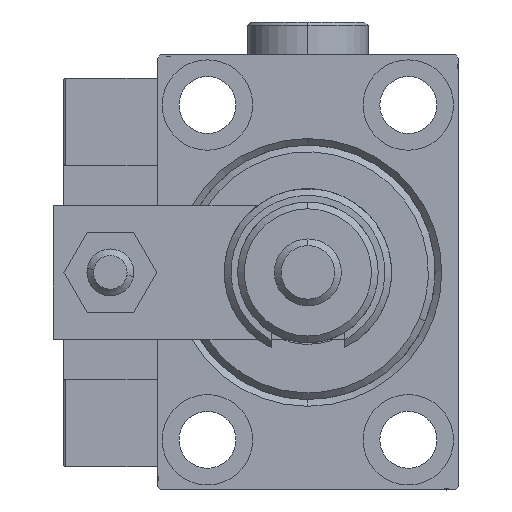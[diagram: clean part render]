
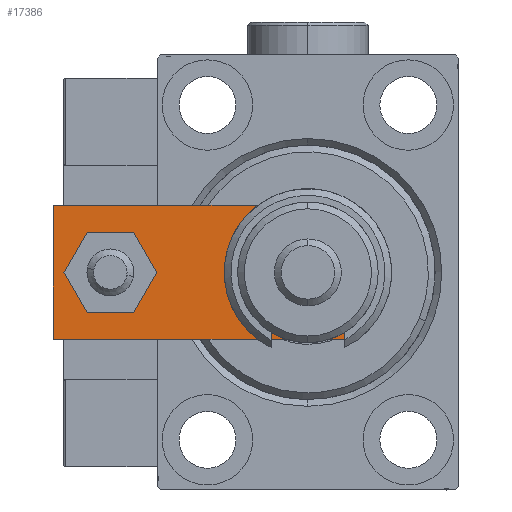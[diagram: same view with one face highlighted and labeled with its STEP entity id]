
A CAD part, left-side view. The second image highlights one B-rep face of the part: STEP entity #17386.
In plain terms, the highlighted face is planar.
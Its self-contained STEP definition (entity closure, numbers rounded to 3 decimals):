
#59 = CARTESIAN_POINT ( 'NONE',  ( 0., 0., 6. ) ) ;
#980 = CARTESIAN_POINT ( 'NONE',  ( -10., 48., 6. ) ) ;
#1350 = DIRECTION ( 'NONE',  ( 1., 0., 0. ) ) ;
#1474 = EDGE_CURVE ( 'NONE', #26020, #34128, #42434, .T. ) ;
#1539 = VECTOR ( 'NONE', #2397, 1000. ) ;
#2397 = DIRECTION ( 'NONE',  ( 0., 1., 0. ) ) ;
#2904 = EDGE_CURVE ( 'NONE', #35136, #45961, #34641, .T. ) ;
#4251 = LINE ( 'NONE', #50414, #29994 ) ;
#4583 = DIRECTION ( 'NONE',  ( 1., 0., 0. ) ) ;
#5964 = CARTESIAN_POINT ( 'NONE',  ( 4., 39.5, 6. ) ) ;
#6267 = DIRECTION ( 'NONE',  ( 0., 0., 1. ) ) ;
#7119 = CARTESIAN_POINT ( 'NONE',  ( -10., 4.24, 6. ) ) ;
#7701 = DIRECTION ( 'NONE',  ( 1., 0., 0. ) ) ;
#8033 = DIRECTION ( 'NONE',  ( 0., 0., 1. ) ) ;
#8970 = DIRECTION ( 'NONE',  ( 0., 0., 1. ) ) ;
#8998 = CARTESIAN_POINT ( 'NONE',  ( 2.88, -2.88, 6. ) ) ;
#9227 = EDGE_LOOP ( 'NONE', ( #13614, #10948 ) ) ;
#10024 = VERTEX_POINT ( 'NONE', #7119 ) ;
#10789 = ORIENTED_EDGE ( 'NONE', *, *, #17109, .T. ) ;
#10948 = ORIENTED_EDGE ( 'NONE', *, *, #2904, .F. ) ;
#12181 = FACE_BOUND ( 'NONE', #9227, .T. ) ;
#12320 = LINE ( 'NONE', #8998, #22331 ) ;
#12601 = AXIS2_PLACEMENT_3D ( 'NONE', #59, #8033, #24799 ) ;
#12837 = CARTESIAN_POINT ( 'NONE',  ( 5.76, 0., 6. ) ) ;
#13230 = VERTEX_POINT ( 'NONE', #12837 ) ;
#13493 = AXIS2_PLACEMENT_3D ( 'NONE', #50917, #43215, #39117 ) ;
#13608 = EDGE_CURVE ( 'NONE', #26495, #10024, #4251, .T. ) ;
#13614 = ORIENTED_EDGE ( 'NONE', *, *, #20600, .F. ) ;
#13730 = ORIENTED_EDGE ( 'NONE', *, *, #22442, .T. ) ;
#14504 = EDGE_LOOP ( 'NONE', ( #53520, #10789, #13730, #43216, #46152, #44554 ) ) ;
#14510 = CARTESIAN_POINT ( 'NONE',  ( 10., 0., 6. ) ) ;
#16329 = DIRECTION ( 'NONE',  ( 1., 0., 0. ) ) ;
#16633 = LINE ( 'NONE', #37523, #28337 ) ;
#17048 = LINE ( 'NONE', #50840, #32488 ) ;
#17107 = FACE_OUTER_BOUND ( 'NONE', #14504, .T. ) ;
#17109 = EDGE_CURVE ( 'NONE', #10024, #50548, #16633, .T. ) ;
#17386 = ADVANCED_FACE ( 'NONE', ( #12181, #17107, #45693 ), #37728, .T. ) ;
#18051 = ORIENTED_EDGE ( 'NONE', *, *, #50860, .F. ) ;
#19341 = CARTESIAN_POINT ( 'NONE',  ( 10., 4.24, 6. ) ) ;
#20064 = CARTESIAN_POINT ( 'NONE',  ( -10., 0., 6. ) ) ;
#20204 = EDGE_CURVE ( 'NONE', #13230, #26643, #12320, .T. ) ;
#20216 = CARTESIAN_POINT ( 'NONE',  ( -4., 39.5, 6. ) ) ;
#20600 = EDGE_CURVE ( 'NONE', #45961, #35136, #26765, .T. ) ;
#20627 = VECTOR ( 'NONE', #7701, 1000. ) ;
#20983 = CARTESIAN_POINT ( 'NONE',  ( 0., 39.5, 6. ) ) ;
#22331 = VECTOR ( 'NONE', #41981, 1000. ) ;
#22442 = EDGE_CURVE ( 'NONE', #50548, #13230, #33259, .T. ) ;
#22670 = ORIENTED_EDGE ( 'NONE', *, *, #1474, .F. ) ;
#24304 = CARTESIAN_POINT ( 'NONE',  ( -5.76, 0., 6. ) ) ;
#24540 = VERTEX_POINT ( 'NONE', #47891 ) ;
#24799 = DIRECTION ( 'NONE',  ( 1., 0., 0. ) ) ;
#26020 = VERTEX_POINT ( 'NONE', #43686 ) ;
#26495 = VERTEX_POINT ( 'NONE', #980 ) ;
#26643 = VERTEX_POINT ( 'NONE', #19341 ) ;
#26765 = CIRCLE ( 'NONE', #47795, 4. ) ;
#28337 = VECTOR ( 'NONE', #29552, 1000. ) ;
#29552 = DIRECTION ( 'NONE',  ( 0.707, -0.707, 0. ) ) ;
#29994 = VECTOR ( 'NONE', #33646, 1000. ) ;
#30322 = EDGE_CURVE ( 'NONE', #26643, #24540, #52694, .T. ) ;
#32488 = VECTOR ( 'NONE', #46454, 1000. ) ;
#33259 = LINE ( 'NONE', #20064, #20627 ) ;
#33646 = DIRECTION ( 'NONE',  ( 0., -1., 0. ) ) ;
#34128 = VERTEX_POINT ( 'NONE', #45935 ) ;
#34641 = CIRCLE ( 'NONE', #50398, 4. ) ;
#35136 = VERTEX_POINT ( 'NONE', #5964 ) ;
#37523 = CARTESIAN_POINT ( 'NONE',  ( -2.88, -2.88, 6. ) ) ;
#37728 = PLANE ( 'NONE',  #12601 ) ;
#37861 = EDGE_LOOP ( 'NONE', ( #22670, #18051 ) ) ;
#37985 = CIRCLE ( 'NONE', #44075, 7.25 ) ;
#39117 = DIRECTION ( 'NONE',  ( 1., 0., 0. ) ) ;
#41981 = DIRECTION ( 'NONE',  ( 0.707, 0.707, 0. ) ) ;
#42434 = CIRCLE ( 'NONE', #13493, 7.25 ) ;
#43215 = DIRECTION ( 'NONE',  ( 0., 0., 1. ) ) ;
#43216 = ORIENTED_EDGE ( 'NONE', *, *, #20204, .T. ) ;
#43686 = CARTESIAN_POINT ( 'NONE',  ( -7.25, 10., 6. ) ) ;
#44075 = AXIS2_PLACEMENT_3D ( 'NONE', #44176, #6267, #1350 ) ;
#44176 = CARTESIAN_POINT ( 'NONE',  ( 0., 10., 6. ) ) ;
#44554 = ORIENTED_EDGE ( 'NONE', *, *, #45567, .T. ) ;
#45540 = CARTESIAN_POINT ( 'NONE',  ( 0., 39.5, 6. ) ) ;
#45567 = EDGE_CURVE ( 'NONE', #24540, #26495, #17048, .T. ) ;
#45693 = FACE_BOUND ( 'NONE', #37861, .T. ) ;
#45935 = CARTESIAN_POINT ( 'NONE',  ( 7.25, 10., 6. ) ) ;
#45961 = VERTEX_POINT ( 'NONE', #20216 ) ;
#46152 = ORIENTED_EDGE ( 'NONE', *, *, #30322, .T. ) ;
#46454 = DIRECTION ( 'NONE',  ( -1., 0., 0. ) ) ;
#47795 = AXIS2_PLACEMENT_3D ( 'NONE', #45540, #8970, #4583 ) ;
#47891 = CARTESIAN_POINT ( 'NONE',  ( 10., 48., 6. ) ) ;
#50398 = AXIS2_PLACEMENT_3D ( 'NONE', #20983, #50668, #16329 ) ;
#50414 = CARTESIAN_POINT ( 'NONE',  ( -10., 48., 6. ) ) ;
#50548 = VERTEX_POINT ( 'NONE', #24304 ) ;
#50668 = DIRECTION ( 'NONE',  ( 0., 0., 1. ) ) ;
#50840 = CARTESIAN_POINT ( 'NONE',  ( 10., 48., 6. ) ) ;
#50860 = EDGE_CURVE ( 'NONE', #34128, #26020, #37985, .T. ) ;
#50917 = CARTESIAN_POINT ( 'NONE',  ( 0., 10., 6. ) ) ;
#52694 = LINE ( 'NONE', #14510, #1539 ) ;
#53520 = ORIENTED_EDGE ( 'NONE', *, *, #13608, .T. ) ;
